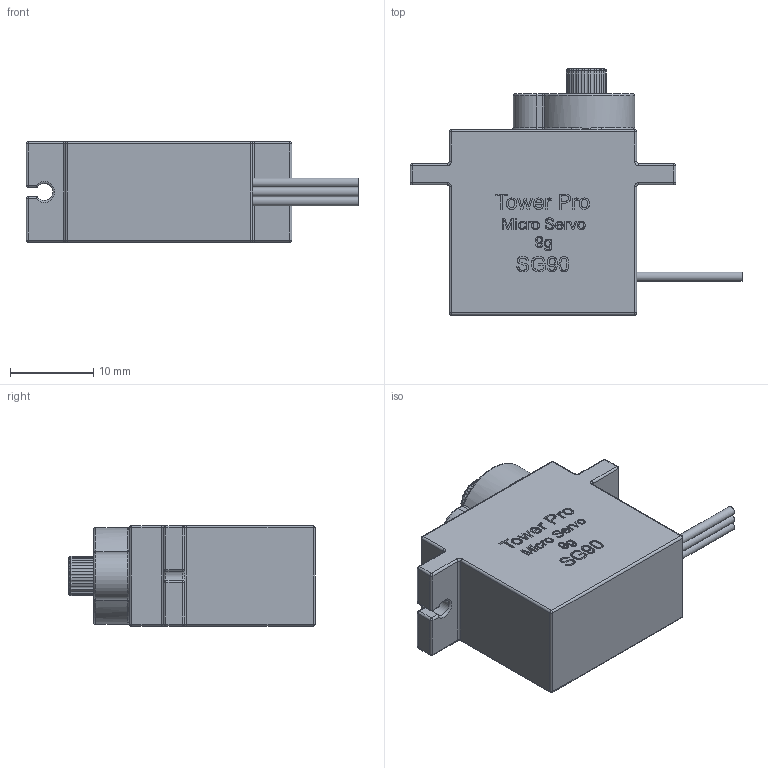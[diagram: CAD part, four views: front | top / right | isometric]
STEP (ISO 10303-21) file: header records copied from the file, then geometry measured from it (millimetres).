
FILE_DESCRIPTION(/* description */ (''),/* implementation_level */ '2;1');
FILE_NAME(/* name */ 'Tower Pro SG90 Servo v7 v1 v1.step',/* time_stamp */ '2018-05-26T13:09:34+06:00',/* author */ ('tgurav786'),/* organization */ (''),/* preprocessor_version */ 'ST-DEVELOPER v17',/* originating_system */ 'Autodesk Translation Framework v7.1.0.215',/* authorisation */ '');
FILE_SCHEMA (('AUTOMOTIVE_DESIGN { 1 0 10303 214 3 1 1 }'));
Length unit declared in the file: millimetre
Products named in the file (1): Tower Pro SG90 Servo v7 v1
Bounding box: 39.99 x 29.67 x 12.09 mm (x, y, z)
Volume: 6970.8 mm3; surface area: 2777 mm2
Topology: 5 solids, 5 shells, 728 faces, 1890 edges, 1208 vertices
Faces by surface type: bspline 358, plane 178, cylinder 105, torus 61, sphere 26
Full cylindrical faces by diameter (mm): 1.092 x2, 1.118 x1
Entity records: 26214 total; most frequent: CARTESIAN_POINT 10694, ORIENTED_EDGE 3780, DIRECTION 2144, EDGE_CURVE 1890, VERTEX_POINT 1208, LINE 850, VECTOR 850, B_SPLINE_CURVE_WITH_KNOTS 764
